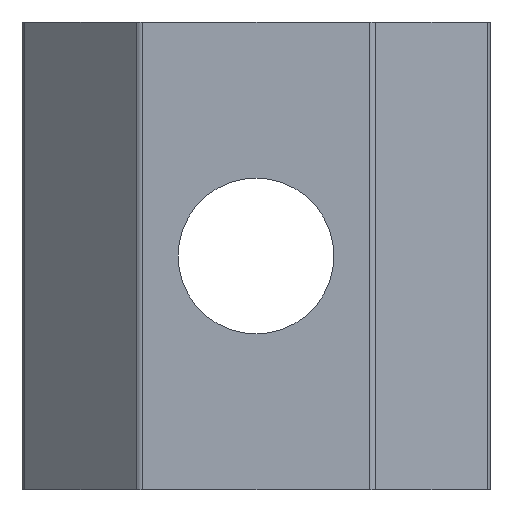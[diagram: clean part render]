
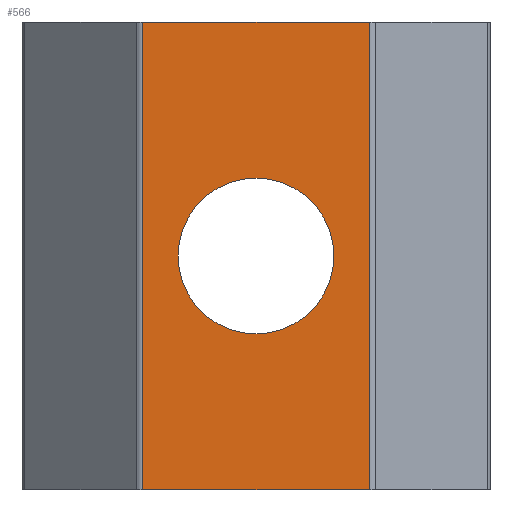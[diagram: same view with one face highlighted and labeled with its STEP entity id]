
A CAD part, front view. The second image highlights one B-rep face of the part: STEP entity #566.
In plain terms, the highlighted planar face has unit normal (0, -1, 0).
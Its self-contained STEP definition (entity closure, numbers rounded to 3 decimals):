
#15=FACE_BOUND('',#95,.T.);
#28=PLANE('',#628);
#65=FACE_OUTER_BOUND('',#94,.T.);
#94=EDGE_LOOP('',(#473,#474,#475,#476));
#95=EDGE_LOOP('',(#477));
#107=CIRCLE('',#594,1.666);
#170=LINE('',#946,#224);
#171=LINE('',#949,#225);
#172=LINE('',#951,#226);
#173=LINE('',#952,#227);
#224=VECTOR('',#766,10.);
#225=VECTOR('',#769,10.);
#226=VECTOR('',#770,10.);
#227=VECTOR('',#771,10.);
#248=VERTEX_POINT('',#834);
#283=VERTEX_POINT('',#942);
#284=VERTEX_POINT('',#944);
#285=VERTEX_POINT('',#948);
#286=VERTEX_POINT('',#950);
#305=EDGE_CURVE('',#248,#248,#107,.T.);
#360=EDGE_CURVE('',#283,#284,#170,.T.);
#361=EDGE_CURVE('',#285,#283,#171,.T.);
#362=EDGE_CURVE('',#286,#284,#172,.T.);
#363=EDGE_CURVE('',#285,#286,#173,.T.);
#473=ORIENTED_EDGE('',*,*,#361,.T.);
#474=ORIENTED_EDGE('',*,*,#360,.T.);
#475=ORIENTED_EDGE('',*,*,#362,.F.);
#476=ORIENTED_EDGE('',*,*,#363,.F.);
#477=ORIENTED_EDGE('',*,*,#305,.T.);
#566=ADVANCED_FACE('',(#65,#15),#28,.T.);
#594=AXIS2_PLACEMENT_3D('',#836,#658,#659);
#628=AXIS2_PLACEMENT_3D('',#947,#767,#768);
#658=DIRECTION('center_axis',(0.,1.,0.));
#659=DIRECTION('ref_axis',(0.,0.,1.));
#766=DIRECTION('',(0.,0.,1.));
#767=DIRECTION('center_axis',(0.,-1.,0.));
#768=DIRECTION('ref_axis',(1.,0.,0.));
#769=DIRECTION('',(1.,0.,0.));
#770=DIRECTION('',(1.,0.,0.));
#771=DIRECTION('',(0.,0.,1.));
#834=CARTESIAN_POINT('',(5.042,0.,3.334));
#836=CARTESIAN_POINT('Origin',(5.042,0.,5.));
#942=CARTESIAN_POINT('',(7.46,0.,0.));
#944=CARTESIAN_POINT('',(7.46,0.,10.));
#946=CARTESIAN_POINT('',(7.46,0.,0.));
#947=CARTESIAN_POINT('Origin',(2.625,0.,0.));
#948=CARTESIAN_POINT('',(2.625,0.,0.));
#949=CARTESIAN_POINT('',(2.625,0.,0.));
#950=CARTESIAN_POINT('',(2.625,0.,10.));
#951=CARTESIAN_POINT('',(2.625,0.,10.));
#952=CARTESIAN_POINT('',(2.625,0.,0.));
